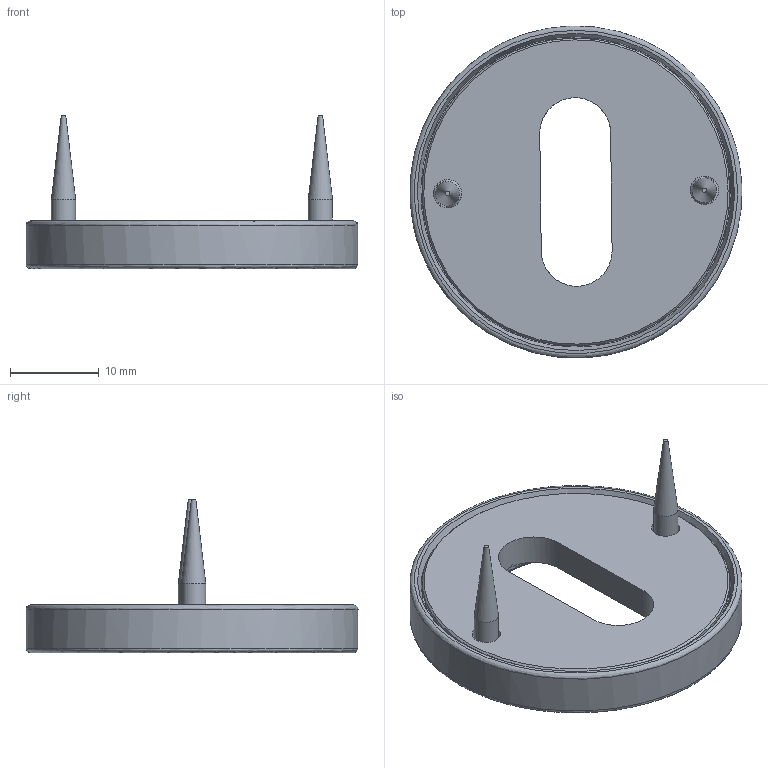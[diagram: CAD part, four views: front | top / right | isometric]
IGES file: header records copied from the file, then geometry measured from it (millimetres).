
Global section: file name: P8194; native system: Autodesk Inventor 2018; preprocessor: unknown; author: ashami; date: 20180917.085445; units: millimetre
Bounding box: 37.46 x 37.48 x 17.32 mm (x, y, z)
Volume: 4397.6 mm3; surface area: 5751.8 mm2
Topology: 5 solids, 5 shells, 62 faces, 171 edges, 122 vertices
Faces by surface type: bspline 62
